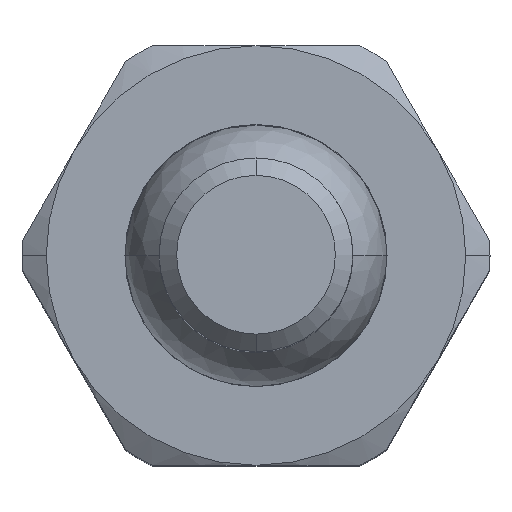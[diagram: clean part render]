
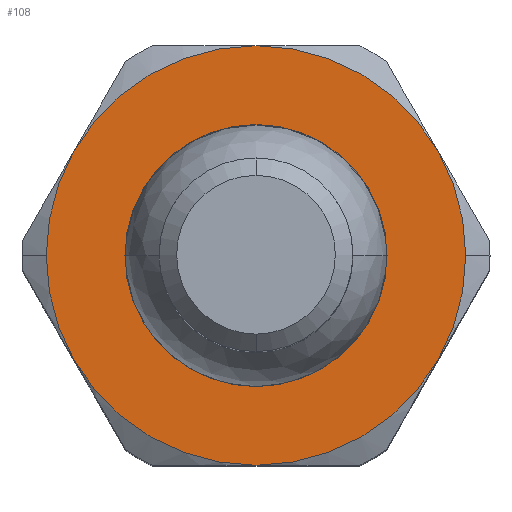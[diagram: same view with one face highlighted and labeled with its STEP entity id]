
A CAD part, top view. The second image highlights one B-rep face of the part: STEP entity #108.
In plain terms, the highlighted planar face has unit normal (0, 0, 1).
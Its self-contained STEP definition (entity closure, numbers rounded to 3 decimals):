
#108=ADVANCED_FACE('',(#247,#248),#249,.T.);
#247=FACE_BOUND('',#442,.T.);
#248=FACE_OUTER_BOUND('',#443,.T.);
#249=PLANE('',#444);
#442=EDGE_LOOP('',(#854,#855));
#443=EDGE_LOOP('',(#856,#857,#858,#859,#860,#861,#862,#863));
#444=AXIS2_PLACEMENT_3D('',#864,#865,#866);
#854=ORIENTED_EDGE('',*,*,#1323,.T.);
#855=ORIENTED_EDGE('',*,*,#1326,.T.);
#856=ORIENTED_EDGE('',*,*,#1380,.T.);
#857=ORIENTED_EDGE('',*,*,#1297,.T.);
#858=ORIENTED_EDGE('',*,*,#1382,.T.);
#859=ORIENTED_EDGE('',*,*,#1371,.T.);
#860=ORIENTED_EDGE('',*,*,#1299,.T.);
#861=ORIENTED_EDGE('',*,*,#1373,.T.);
#862=ORIENTED_EDGE('',*,*,#1375,.T.);
#863=ORIENTED_EDGE('',*,*,#1378,.T.);
#864=CARTESIAN_POINT('',(3.25,0.,21.5));
#865=DIRECTION('',(-0.0,0.,1.0));
#866=DIRECTION('',(1.0,0.0,0.0));
#1297=EDGE_CURVE('',#1535,#1539,#1541,.T.);
#1299=EDGE_CURVE('',#1545,#1542,#1546,.T.);
#1323=EDGE_CURVE('',#1585,#1583,#1586,.T.);
#1326=EDGE_CURVE('',#1583,#1585,#1589,.T.);
#1371=EDGE_CURVE('',#1652,#1545,#1659,.T.);
#1373=EDGE_CURVE('',#1542,#1660,#1662,.T.);
#1375=EDGE_CURVE('',#1660,#1663,#1665,.T.);
#1378=EDGE_CURVE('',#1663,#1667,#1669,.T.);
#1380=EDGE_CURVE('',#1667,#1535,#1671,.T.);
#1382=EDGE_CURVE('',#1539,#1652,#1673,.T.);
#1535=VERTEX_POINT('',#1949);
#1539=VERTEX_POINT('',#1954);
#1541=CIRCLE('',#1967,6.5);
#1542=VERTEX_POINT('',#1968);
#1545=VERTEX_POINT('',#1972);
#1546=CIRCLE('',#1973,6.5);
#1583=VERTEX_POINT('',#2053);
#1585=VERTEX_POINT('',#2056);
#1586=CIRCLE('',#2057,4.06);
#1589=CIRCLE('',#2061,4.06);
#1652=VERTEX_POINT('',#2222);
#1659=CIRCLE('',#2284,6.5);
#1660=VERTEX_POINT('',#2285);
#1662=CIRCLE('',#2298,6.5);
#1663=VERTEX_POINT('',#2299);
#1665=CIRCLE('',#2312,6.5);
#1667=VERTEX_POINT('',#2325);
#1669=CIRCLE('',#2338,6.5);
#1671=CIRCLE('',#2351,6.5);
#1673=CIRCLE('',#2364,6.5);
#1949=CARTESIAN_POINT('',(6.5,0.,21.5));
#1954=CARTESIAN_POINT('',(5.629,3.25,21.5));
#1967=AXIS2_PLACEMENT_3D('',#2838,#2839,#2840);
#1968=CARTESIAN_POINT('',(-6.5,0.,21.5));
#1972=CARTESIAN_POINT('',(-5.629,3.25,21.5));
#1973=AXIS2_PLACEMENT_3D('',#2842,#2843,#2844);
#2053=CARTESIAN_POINT('',(4.06,0.,21.5));
#2056=CARTESIAN_POINT('',(-4.06,0.,21.5));
#2057=AXIS2_PLACEMENT_3D('',#2883,#2884,#2885);
#2061=AXIS2_PLACEMENT_3D('',#2890,#2891,#2892);
#2222=CARTESIAN_POINT('',(0.0,6.5,21.5));
#2284=AXIS2_PLACEMENT_3D('',#2966,#2967,#2968);
#2285=CARTESIAN_POINT('',(-5.629,-3.25,21.5));
#2298=AXIS2_PLACEMENT_3D('',#2969,#2970,#2971);
#2299=CARTESIAN_POINT('',(0.,-6.5,21.5));
#2312=AXIS2_PLACEMENT_3D('',#2972,#2973,#2974);
#2325=CARTESIAN_POINT('',(5.629,-3.25,21.5));
#2338=AXIS2_PLACEMENT_3D('',#2975,#2976,#2977);
#2351=AXIS2_PLACEMENT_3D('',#2978,#2979,#2980);
#2364=AXIS2_PLACEMENT_3D('',#2981,#2982,#2983);
#2838=CARTESIAN_POINT('',(0.0,0.,21.5));
#2839=DIRECTION('',(-0.0,0.,1.0));
#2840=DIRECTION('',(1.0,0.0,0.0));
#2842=CARTESIAN_POINT('',(0.0,0.,21.5));
#2843=DIRECTION('',(-0.0,0.,1.0));
#2844=DIRECTION('',(1.0,0.0,0.0));
#2883=CARTESIAN_POINT('',(0.0,0.0,21.5));
#2884=DIRECTION('',(0.0,0.,-1.0));
#2885=DIRECTION('',(1.0,0.0,0.0));
#2890=CARTESIAN_POINT('',(0.0,0.0,21.5));
#2891=DIRECTION('',(0.0,0.,-1.0));
#2892=DIRECTION('',(1.0,0.0,0.0));
#2966=CARTESIAN_POINT('',(0.0,0.,21.5));
#2967=DIRECTION('',(-0.0,0.,1.0));
#2968=DIRECTION('',(1.0,0.0,0.0));
#2969=CARTESIAN_POINT('',(0.0,0.,21.5));
#2970=DIRECTION('',(-0.0,0.,1.0));
#2971=DIRECTION('',(1.0,0.0,0.0));
#2972=CARTESIAN_POINT('',(0.0,0.,21.5));
#2973=DIRECTION('',(-0.0,0.,1.0));
#2974=DIRECTION('',(1.0,0.0,0.0));
#2975=CARTESIAN_POINT('',(0.0,0.,21.5));
#2976=DIRECTION('',(-0.0,0.,1.0));
#2977=DIRECTION('',(1.0,0.0,0.0));
#2978=CARTESIAN_POINT('',(0.0,0.,21.5));
#2979=DIRECTION('',(-0.0,0.,1.0));
#2980=DIRECTION('',(1.0,0.0,0.0));
#2981=CARTESIAN_POINT('',(0.0,0.,21.5));
#2982=DIRECTION('',(-0.0,0.,1.0));
#2983=DIRECTION('',(1.0,0.0,0.0));
